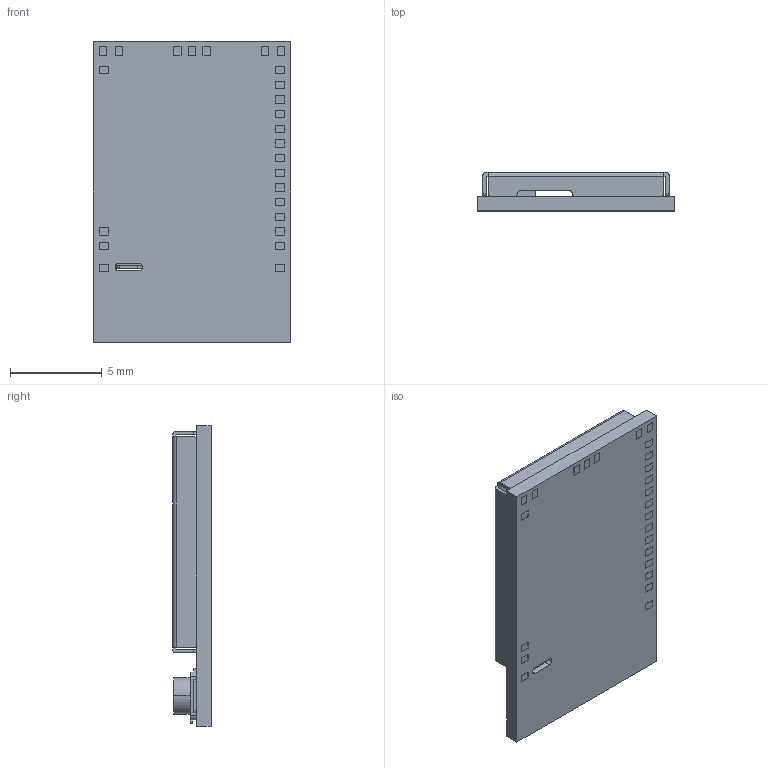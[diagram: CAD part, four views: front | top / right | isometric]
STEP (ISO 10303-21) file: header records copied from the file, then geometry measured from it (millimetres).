
FILE_DESCRIPTION((''),'2;1');
FILE_NAME('01-3-AN7002Q-U-20250213','2025-02-13T08:48:01',('curt_Chen'),(''),'CREO PARAMETRIC BY PTC INC, 2020053','CREO PARAMETRIC BY PTC INC, 2020053','');
FILE_SCHEMA(('AUTOMOTIVE_DESIGN { 1 0 10303 214 1 1 1 1 }'));
Length unit declared in the file: millimetre
Products named in the file (1): 01-3-AN7002Q-U-20250213
Bounding box: 10.8 x 2.11 x 16.4 mm (x, y, z)
Volume: 176.8 mm3; surface area: 735.6 mm2
Topology: 1 solids, 1 shells, 224 faces, 601 edges, 399 vertices
Faces by surface type: plane 183, cylinder 39, sphere 2
Entity records: 8129 total; most frequent: CARTESIAN_POINT 1323, ORIENTED_EDGE 1198, DIRECTION 1146, EDGE_CURVE 599, VECTOR 515, LINE 515, VERTEX_POINT 399, AXIS2_PLACEMENT_3D 314
